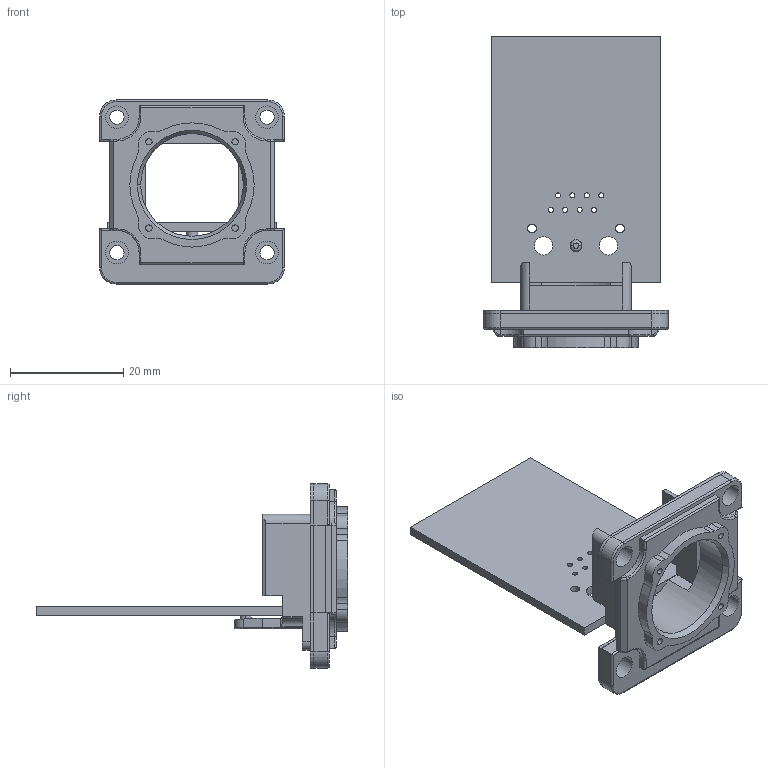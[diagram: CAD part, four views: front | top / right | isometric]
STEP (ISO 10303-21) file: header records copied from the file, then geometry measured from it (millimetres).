
FILE_DESCRIPTION(('Creo Elements/Direct Modeling STEP Export'),'2;1');
FILE_NAME('model.stp','2019-04-07T 1:42:23',(''),(''),'Creo Elements/Direct Modeling STEP processor for AP214 (Solid Model)','Creo Elements/Direct Modeling 20.1A 29-Sep-2018 (C) Parametric Technology GmbH','');
FILE_SCHEMA(('AUTOMOTIVE_DESIGN { 1 0 10303 214 1 1 1 1 }'));
Length unit declared in the file: millimetre
Products named in the file (3): Platine-Lochbild; VS-08-A-RJ45_LP1_IP67
Assembly tree (2 placements, depth 2):
  VS-08-A-RJ45_LP1_IP67
    VS-08-A-RJ45_LP1_IP67
    Platine-Lochbild
Bounding box: 32.6 x 55 x 32.5 mm (x, y, z)
Volume: 5808.8 mm3; surface area: 6689.2 mm2
Topology: 2 solids, 2 shells, 254 faces, 653 edges, 417 vertices
Faces by surface type: cylinder 123, plane 118, torus 11, cone 2
Entity records: 10202 total; most frequent: CARTESIAN_POINT 2019, ORIENTED_EDGE 1306, DIRECTION 1221, EDGE_CURVE 653, AXIS2_PLACEMENT_3D 422, VERTEX_POINT 417, VECTOR 377, LINE 377
